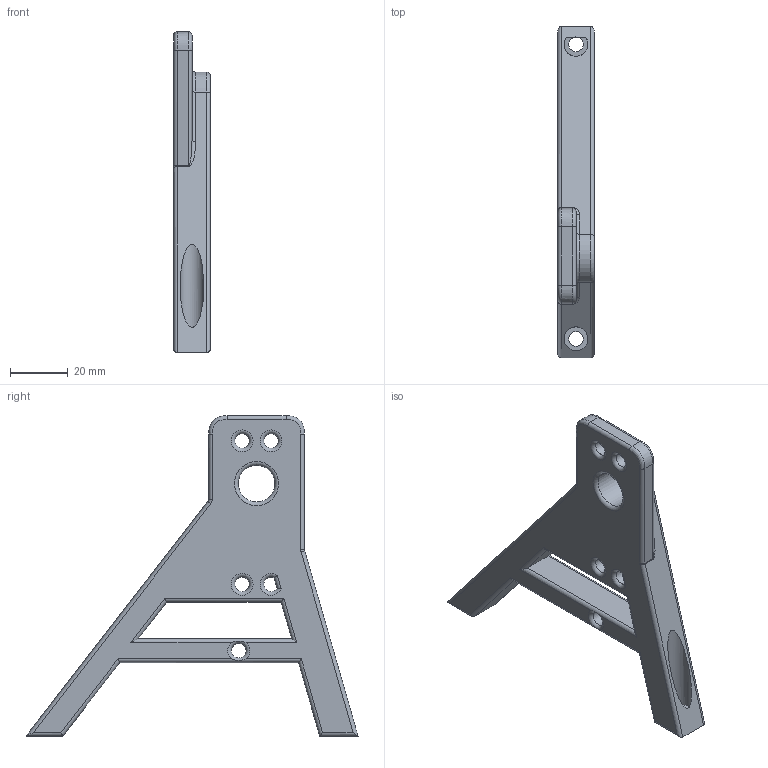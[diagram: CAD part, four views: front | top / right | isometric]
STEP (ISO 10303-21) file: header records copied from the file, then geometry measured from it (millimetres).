
FILE_DESCRIPTION(/* description */ ('STEP AP242','CAx-IF Rec.Pracs.---Representation and Presentation of Product Manufacturing Information (PMI)---4.0---2014-10-13','CAx-IF Rec.Pracs.---3D Tessellated Geometry---0.4---2014-09-14','2;1'),/* implementation_level */ '2;1');
FILE_NAME(/* name */ '66956d68d3e73f42a16af596',/* time_stamp */ '2024-07-15T18:41:44Z',/* author */ (''),/* organization */ (''),/* preprocessor_version */ 'ST-DEVELOPER v20',/* originating_system */ ' ',/* authorisation */ ' ');
FILE_SCHEMA (('AP242_MANAGED_MODEL_BASED_3D_ENGINEERING_MIM_LF { 1 0 10303 442 1 1 4 }'));
Length unit declared in the file: metre
Products named in the file (1): Part 12
Bounding box: 12.7 x 114.82 x 110.85 mm (x, y, z)
Volume: 42688.2 mm3; surface area: 15757.8 mm2
Topology: 1 solids, 1 shells, 87 faces, 218 edges, 129 vertices
Faces by surface type: cylinder 43, plane 20, torus 14, bspline 10
Full cylindrical faces by diameter (mm): 5.015 x3, 5.08 x3, 8.255 x1, 12.7 x1
Entity records: 2761 total; most frequent: CARTESIAN_POINT 790, DIRECTION 395, ORIENTED_EDGE 392, EDGE_CURVE 196, AXIS2_PLACEMENT_3D 153, VERTEX_POINT 124, EDGE_LOOP 118, FACE_BOUND 118
